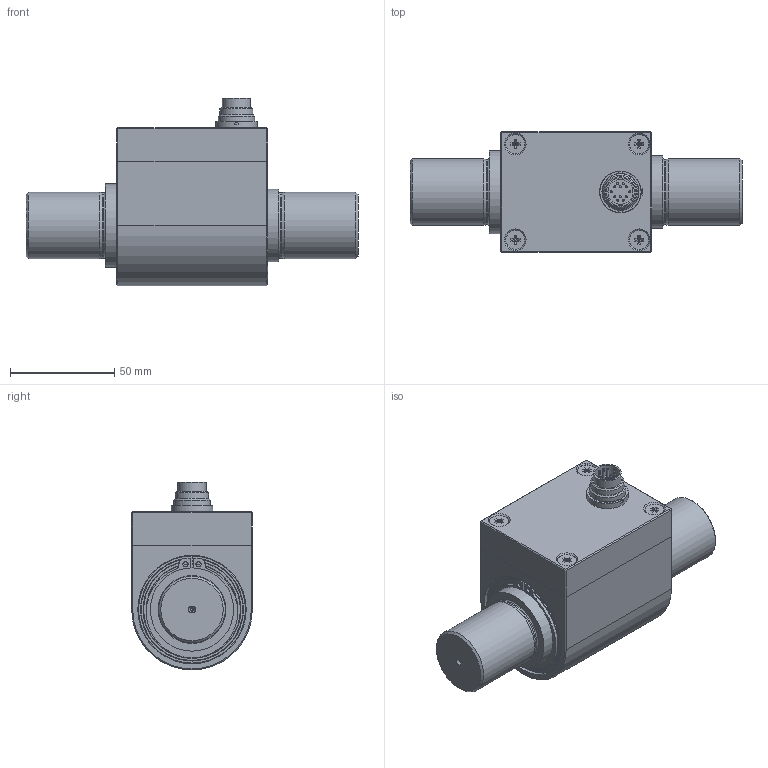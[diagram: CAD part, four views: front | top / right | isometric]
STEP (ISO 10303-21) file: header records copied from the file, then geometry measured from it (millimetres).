
FILE_DESCRIPTION( ( 'Unknown' ), '1' );
FILE_NAME( 'Dr2112-200-500Nm.stp', 'Unknown', ( 'Unknown' ), ( 'Unknown' ), 'PSStep 17.0.49', 'Unknown', ' ' );
FILE_SCHEMA( ( 'AUTOMOTIVE_DESIGN { 1 0 10303 214 1 1 1 1 }' ) );
Length unit declared in the file: millimetre
Products named in the file (23): 2157-b05_doc-00046994; 2157-003_doc-00046985; Senkschraube DIN 965-M5x25-H; 2157-b03_doc-00042505; 2157-002_doc-00042484; INA-35x47x7-61807 2Z; sb_47; 2178-b01_doc-00046923-oa2; 2178-001_doc-00046897; Sicherungsring DIN 471-40x1,75-T1-oa0; INA-40x52x7-61808 2Z; Sicherungsring DIN 471-35x1,5-T1-oa1; Assem1; flanschstecker 12-polig serie 723; mutter_09-0323-89-06_DOC-00067592
Assembly tree (25 placements, depth 3):
  Assem1
    flanschstecker 12-polig serie 723
    mutter_09-0323-89-06_DOC-00067592
    2178-b01_doc-00046923-oa2
      2178-001_doc-00046897
      Sicherungsring DIN 471-40x1,75-T1-oa0
      INA-40x52x7-61808 2Z
      INA-40x52x7-61808 2Z
      INA-40x52x7-61808 2Z
      INA-40x52x7-61808 2Z
      INA-40x52x7-61808 2Z
      Sicherungsring DIN 471-35x1,5-T1-oa1
    2157-b03_doc-00042505
      2157-002_doc-00042484
      INA-35x47x7-61807 2Z
      INA-35x47x7-61807 2Z
      INA-35x47x7-61807 2Z
      INA-35x47x7-61807 2Z
      INA-35x47x7-61807 2Z
      sb_47
    2157-b05_doc-00046994
      2157-003_doc-00046985
      Senkschraube DIN 965-M5x25-H  x4
Bounding box: 159.5 x 58 x 90.2 mm (x, y, z)
Volume: 263814.1 mm3; surface area: 93174.4 mm2
Topology: 22 solids, 24 shells, 415 faces, 898 edges, 588 vertices
Faces by surface type: plane 205, cylinder 146, cone 42, torus 22
Full cylindrical faces by diameter (mm): 1 x24, 1.6 x2, 2.5 x2, 3.242 x2, 4.019 x4, 4.134 x4, 5 x4, 5.5 x4, 9.2 x4, 12 x1, 13.5 x1, 15 x1, 15.875 x1, 17.188 x1, 17.462 x1, 17.8 x1, 20 x2, 31.4 x2, 32 x2, 33.8 x1, 35 x3, 38.5 x1, 38.7 x2, 38.9 x2, 39 x2, 40 x3, 43.7 x2, 43.9 x4, 44 x2, 44.28 x2
Entity records: 10672 total; most frequent: DIRECTION 1536, CARTESIAN_POINT 1305, ORIENTED_EDGE 1006, AXIS2_PLACEMENT_3D 668, EDGE_LOOP 576, EDGE_CURVE 503, FACE_OUTER_BOUND 448, VERTEX_POINT 421
